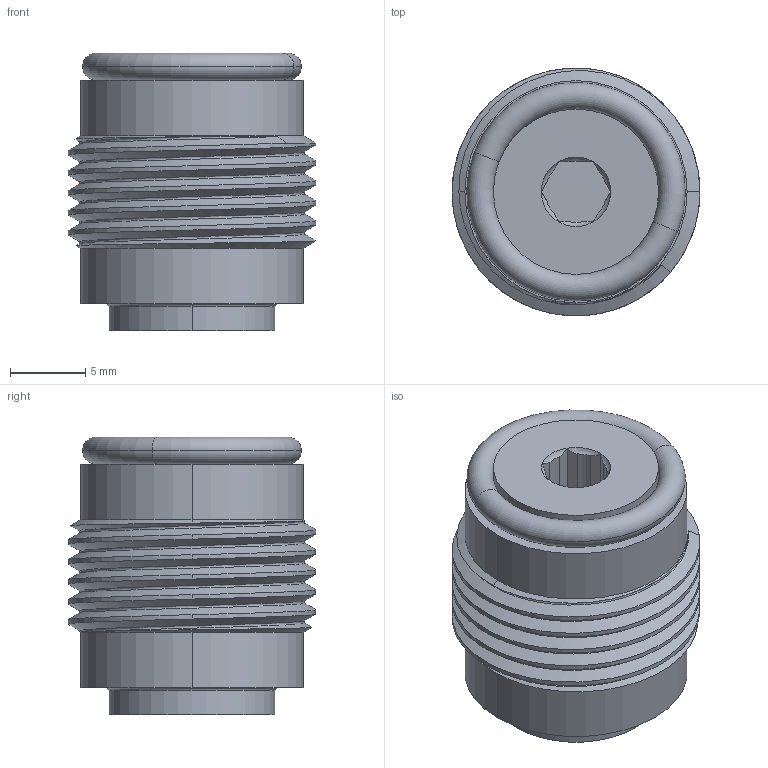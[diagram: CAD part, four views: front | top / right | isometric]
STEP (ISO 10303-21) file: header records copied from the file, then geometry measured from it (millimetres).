
FILE_DESCRIPTION (( 'STEP AP203' ), '1' );
FILE_NAME ('CVG0320.STEP', '2016-05-18T06:21:30', ( '' ), ( '' ), 'SwSTEP 2.0', 'SolidWorks 2012', '' );
FILE_SCHEMA (( 'CONFIG_CONTROL_DESIGN' ));
Length unit declared in the file: millimetre
Products named in the file (1): CVG0320
Bounding box: 16.5 x 16.48 x 18.5 mm (x, y, z)
Volume: 3041.6 mm3; surface area: 1876 mm2
Topology: 2 solids, 2 shells, 109 faces, 268 edges, 173 vertices
Faces by surface type: cylinder 48, plane 38, torus 16, cone 4, bspline 3
Entity records: 4955 total; most frequent: CARTESIAN_POINT 2349, ORIENTED_EDGE 536, DIRECTION 528, EDGE_CURVE 268, AXIS2_PLACEMENT_3D 209, VERTEX_POINT 173, EDGE_LOOP 121, VECTOR 110
